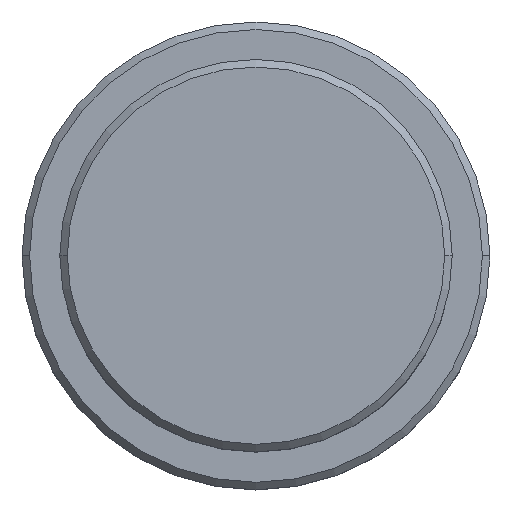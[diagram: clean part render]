
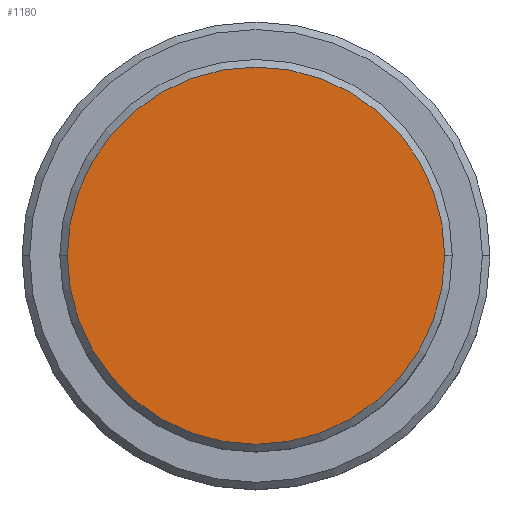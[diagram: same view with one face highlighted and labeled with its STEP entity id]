
A CAD part, top view. The second image highlights one B-rep face of the part: STEP entity #1180.
In plain terms, the highlighted planar face has unit normal (0, 0, 1).
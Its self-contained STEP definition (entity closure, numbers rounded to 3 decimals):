
#70 = AXIS2_PLACEMENT_3D ( 'NONE', #1144, #503, #1275 ) ;
#135 = AXIS2_PLACEMENT_3D ( 'NONE', #915, #278, #822 ) ;
#142 = ORIENTED_EDGE ( 'NONE', *, *, #234, .T. ) ;
#154 = CARTESIAN_POINT ( 'NONE',  ( 0., 0., 0. ) ) ;
#234 = EDGE_CURVE ( 'NONE', #277, #849, #1205, .T. ) ;
#277 = VERTEX_POINT ( 'NONE', #696 ) ;
#278 = DIRECTION ( 'NONE',  ( 0., 0., 1. ) ) ;
#383 = DIRECTION ( 'NONE',  ( 0., 0., 1. ) ) ;
#407 = FACE_OUTER_BOUND ( 'NONE', #1146, .T. ) ;
#503 = DIRECTION ( 'NONE',  ( 0., 0., 1. ) ) ;
#615 = CIRCLE ( 'NONE', #796, 12.5 ) ;
#644 = EDGE_CURVE ( 'NONE', #849, #277, #615, .T. ) ;
#696 = CARTESIAN_POINT ( 'NONE',  ( -12.5, 0., 0. ) ) ;
#796 = AXIS2_PLACEMENT_3D ( 'NONE', #154, #383, #1102 ) ;
#822 = DIRECTION ( 'NONE',  ( 1., 0., 0. ) ) ;
#849 = VERTEX_POINT ( 'NONE', #1367 ) ;
#915 = CARTESIAN_POINT ( 'NONE',  ( 0., 0., 0. ) ) ;
#1077 = ORIENTED_EDGE ( 'NONE', *, *, #644, .T. ) ;
#1102 = DIRECTION ( 'NONE',  ( 1., 0., 0. ) ) ;
#1144 = CARTESIAN_POINT ( 'NONE',  ( 0., 0., 0. ) ) ;
#1146 = EDGE_LOOP ( 'NONE', ( #142, #1077 ) ) ;
#1180 = ADVANCED_FACE ( 'NONE', ( #407 ), #1393, .T. ) ;
#1205 = CIRCLE ( 'NONE', #135, 12.5 ) ;
#1275 = DIRECTION ( 'NONE',  ( 1., 0., 0. ) ) ;
#1367 = CARTESIAN_POINT ( 'NONE',  ( 12.5, 0., 0. ) ) ;
#1393 = PLANE ( 'NONE',  #70 ) ;
